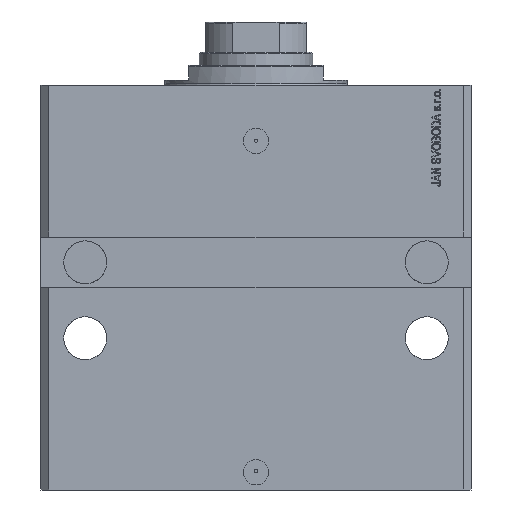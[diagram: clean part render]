
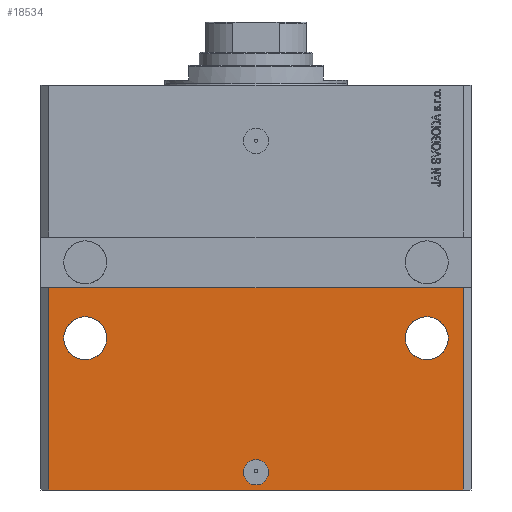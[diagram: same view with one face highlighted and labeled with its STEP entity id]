
A CAD part, front view. The second image highlights one B-rep face of the part: STEP entity #18534.
In plain terms, the highlighted planar face has unit normal (0, -1, 0).
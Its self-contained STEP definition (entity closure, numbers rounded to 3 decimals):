
#352 = DIRECTION ( 'NONE',  ( 1., 0., 0. ) ) ;
#396 = CARTESIAN_POINT ( 'NONE',  ( -5., -70., -153. ) ) ;
#633 = EDGE_LOOP ( 'NONE', ( #26853, #39800 ) ) ;
#1272 = EDGE_CURVE ( 'NONE', #22982, #30353, #33338, .T. ) ;
#1340 = EDGE_CURVE ( 'NONE', #47270, #22985, #2879, .T. ) ;
#2197 = FACE_BOUND ( 'NONE', #633, .T. ) ;
#2226 = VERTEX_POINT ( 'NONE', #44857 ) ;
#2879 = CIRCLE ( 'NONE', #42038, 8.5 ) ;
#3339 = CARTESIAN_POINT ( 'NONE',  ( 82., -70., -80. ) ) ;
#4294 = AXIS2_PLACEMENT_3D ( 'NONE', #29195, #34613, #352 ) ;
#5076 = CIRCLE ( 'NONE', #4294, 5. ) ;
#5102 = VECTOR ( 'NONE', #48185, 1000. ) ;
#5217 = FACE_BOUND ( 'NONE', #36606, .T. ) ;
#5674 = EDGE_CURVE ( 'NONE', #18501, #30353, #16109, .T. ) ;
#6358 = ORIENTED_EDGE ( 'NONE', *, *, #44928, .T. ) ;
#6441 = AXIS2_PLACEMENT_3D ( 'NONE', #32709, #16483, #24464 ) ;
#7330 = EDGE_CURVE ( 'NONE', #2226, #17637, #22912, .T. ) ;
#8275 = CARTESIAN_POINT ( 'NONE',  ( 67.5, -70., -100. ) ) ;
#8731 = FACE_OUTER_BOUND ( 'NONE', #34643, .T. ) ;
#9610 = ORIENTED_EDGE ( 'NONE', *, *, #23361, .F. ) ;
#11257 = VERTEX_POINT ( 'NONE', #396 ) ;
#11341 = CARTESIAN_POINT ( 'NONE',  ( 67.5, -70., -100. ) ) ;
#12121 = AXIS2_PLACEMENT_3D ( 'NONE', #8275, #19780, #26537 ) ;
#12369 = ORIENTED_EDGE ( 'NONE', *, *, #28867, .F. ) ;
#13646 = CARTESIAN_POINT ( 'NONE',  ( -76., -70., -100. ) ) ;
#13918 = DIRECTION ( 'NONE',  ( 0., -1., 0. ) ) ;
#13959 = CARTESIAN_POINT ( 'NONE',  ( -82., -70., -80. ) ) ;
#14346 = CARTESIAN_POINT ( 'NONE',  ( -85., -70., -80. ) ) ;
#16109 = LINE ( 'NONE', #16347, #17305 ) ;
#16292 = CARTESIAN_POINT ( 'NONE',  ( -67.5, -70., -100. ) ) ;
#16347 = CARTESIAN_POINT ( 'NONE',  ( 82., -70., -160. ) ) ;
#16483 = DIRECTION ( 'NONE',  ( 0., -1., 0. ) ) ;
#17305 = VECTOR ( 'NONE', #31352, 1000. ) ;
#17637 = VERTEX_POINT ( 'NONE', #13646 ) ;
#17940 = LINE ( 'NONE', #48684, #5102 ) ;
#18159 = ORIENTED_EDGE ( 'NONE', *, *, #24721, .F. ) ;
#18501 = VERTEX_POINT ( 'NONE', #31236 ) ;
#18534 = ADVANCED_FACE ( 'NONE', ( #47716, #2197, #5217, #8731 ), #32222, .T. ) ;
#19698 = CARTESIAN_POINT ( 'NONE',  ( 0., -70., -153. ) ) ;
#19780 = DIRECTION ( 'NONE',  ( 0., -1., 0. ) ) ;
#20191 = AXIS2_PLACEMENT_3D ( 'NONE', #16292, #20545, #39034 ) ;
#20516 = AXIS2_PLACEMENT_3D ( 'NONE', #21414, #13918, #33161 ) ;
#20545 = DIRECTION ( 'NONE',  ( 0., -1., 0. ) ) ;
#21414 = CARTESIAN_POINT ( 'NONE',  ( -67.5, -70., -100. ) ) ;
#21782 = EDGE_CURVE ( 'NONE', #22985, #47270, #40879, .T. ) ;
#21829 = AXIS2_PLACEMENT_3D ( 'NONE', #19698, #22716, #34937 ) ;
#22716 = DIRECTION ( 'NONE',  ( 0., -1., 0. ) ) ;
#22912 = CIRCLE ( 'NONE', #20516, 8.5 ) ;
#22982 = VERTEX_POINT ( 'NONE', #13959 ) ;
#22985 = VERTEX_POINT ( 'NONE', #26929 ) ;
#23361 = EDGE_CURVE ( 'NONE', #17637, #2226, #40948, .T. ) ;
#24464 = DIRECTION ( 'NONE',  ( 0., 0., -1. ) ) ;
#24721 = EDGE_CURVE ( 'NONE', #11257, #27090, #27387, .T. ) ;
#25605 = CARTESIAN_POINT ( 'NONE',  ( -82., -70., -160. ) ) ;
#25830 = DIRECTION ( 'NONE',  ( 1., 0., 0. ) ) ;
#25889 = EDGE_CURVE ( 'NONE', #27090, #11257, #5076, .T. ) ;
#26537 = DIRECTION ( 'NONE',  ( 1., 0., 0. ) ) ;
#26575 = DIRECTION ( 'NONE',  ( 1., 0., 0. ) ) ;
#26853 = ORIENTED_EDGE ( 'NONE', *, *, #21782, .F. ) ;
#26929 = CARTESIAN_POINT ( 'NONE',  ( 76., -70., -100. ) ) ;
#27090 = VERTEX_POINT ( 'NONE', #44899 ) ;
#27305 = DIRECTION ( 'NONE',  ( 0., -1., 0. ) ) ;
#27387 = CIRCLE ( 'NONE', #21829, 5. ) ;
#27457 = ORIENTED_EDGE ( 'NONE', *, *, #5674, .T. ) ;
#28867 = EDGE_CURVE ( 'NONE', #33341, #22982, #30940, .T. ) ;
#29195 = CARTESIAN_POINT ( 'NONE',  ( 0., -70., -153. ) ) ;
#29568 = VECTOR ( 'NONE', #46194, 1000. ) ;
#30353 = VERTEX_POINT ( 'NONE', #3339 ) ;
#30940 = LINE ( 'NONE', #34199, #29568 ) ;
#31096 = EDGE_LOOP ( 'NONE', ( #31107, #18159 ) ) ;
#31107 = ORIENTED_EDGE ( 'NONE', *, *, #25889, .F. ) ;
#31236 = CARTESIAN_POINT ( 'NONE',  ( 82., -70., -160. ) ) ;
#31352 = DIRECTION ( 'NONE',  ( 0., 0., 1. ) ) ;
#32222 = PLANE ( 'NONE',  #6441 ) ;
#32709 = CARTESIAN_POINT ( 'NONE',  ( -82., -70., -160. ) ) ;
#33161 = DIRECTION ( 'NONE',  ( -1., 0., 0. ) ) ;
#33338 = LINE ( 'NONE', #14346, #46783 ) ;
#33341 = VERTEX_POINT ( 'NONE', #25605 ) ;
#34199 = CARTESIAN_POINT ( 'NONE',  ( -82., -70., -160. ) ) ;
#34613 = DIRECTION ( 'NONE',  ( 0., -1., 0. ) ) ;
#34643 = EDGE_LOOP ( 'NONE', ( #45862, #12369, #6358, #27457 ) ) ;
#34937 = DIRECTION ( 'NONE',  ( 1., 0., 0. ) ) ;
#36606 = EDGE_LOOP ( 'NONE', ( #43570, #9610 ) ) ;
#39034 = DIRECTION ( 'NONE',  ( -1., 0., 0. ) ) ;
#39087 = CARTESIAN_POINT ( 'NONE',  ( 59., -70., -100. ) ) ;
#39800 = ORIENTED_EDGE ( 'NONE', *, *, #1340, .F. ) ;
#40879 = CIRCLE ( 'NONE', #12121, 8.5 ) ;
#40948 = CIRCLE ( 'NONE', #20191, 8.5 ) ;
#42038 = AXIS2_PLACEMENT_3D ( 'NONE', #11341, #27305, #26575 ) ;
#43570 = ORIENTED_EDGE ( 'NONE', *, *, #7330, .F. ) ;
#44857 = CARTESIAN_POINT ( 'NONE',  ( -59., -70., -100. ) ) ;
#44899 = CARTESIAN_POINT ( 'NONE',  ( 5., -70., -153. ) ) ;
#44928 = EDGE_CURVE ( 'NONE', #33341, #18501, #17940, .T. ) ;
#45862 = ORIENTED_EDGE ( 'NONE', *, *, #1272, .F. ) ;
#46194 = DIRECTION ( 'NONE',  ( 0., 0., 1. ) ) ;
#46783 = VECTOR ( 'NONE', #25830, 1000. ) ;
#47270 = VERTEX_POINT ( 'NONE', #39087 ) ;
#47716 = FACE_BOUND ( 'NONE', #31096, .T. ) ;
#48185 = DIRECTION ( 'NONE',  ( 1., 0., 0. ) ) ;
#48684 = CARTESIAN_POINT ( 'NONE',  ( -82., -70., -160. ) ) ;
